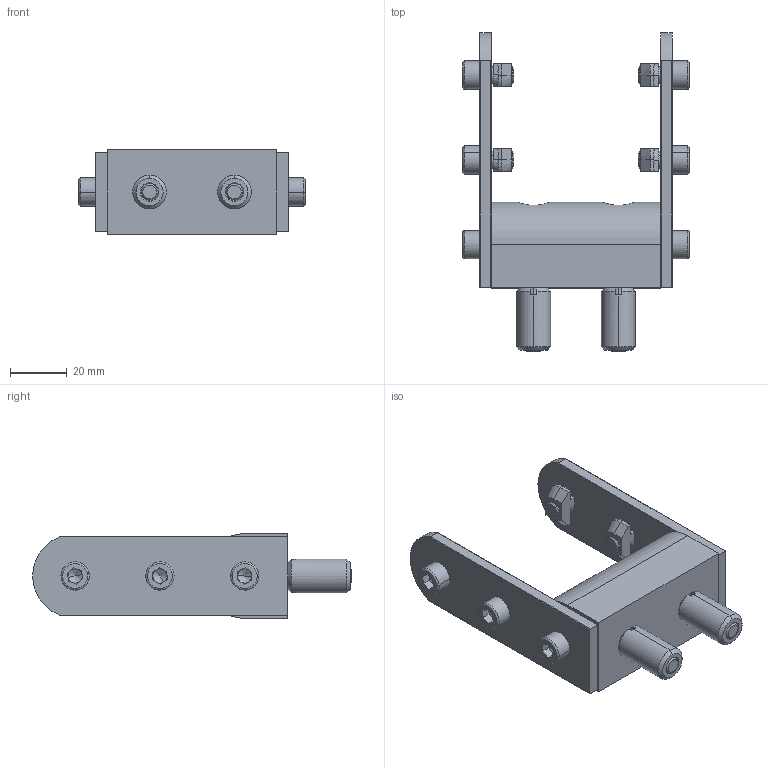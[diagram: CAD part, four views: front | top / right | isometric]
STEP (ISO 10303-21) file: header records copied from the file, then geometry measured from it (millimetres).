
FILE_DESCRIPTION (( 'STEP AP214' ), '1' );
FILE_NAME ('#046 Êîìïëåêò êðîíøòåéíà 30õ60 ñ ñîåäèíèòåëåì, â òîðåö ïðîôèëÿ.STEP', '2022-06-17T07:52:53', ( 'Ñòàñ' ), ( '' ), 'SwSTEP 2.0', 'SolidWorks 2021', '' );
FILE_SCHEMA (( 'AUTOMOTIVE_DESIGN' ));
Length unit declared in the file: millimetre
Products named in the file (8): D67 Âèíò öèëèíäð. ñ âíóòðåííèì øåñò. Ì6 õ 12 DIN 912; A466 Ïîâîðîòíûé ñîåäèíèòåëü 90ìì, ïàç 8; D55 Âèíò öèëèíäð. ñ âíóòðåííèì øåñò. Ì6 õ14 DIN 912; D53 Ò-ãàéêà Ì6, ïàç 8_00; A460 Äâîéíîé ïîâîðîòíûé êðîíøòåéí, ïàç 8; K92 Âèíò öèëèíäð. ñ âíóòðåííèì øåñò. Ì6 õ45 DIN 912; #046 Êîìïëåêò êðîíøòåéíà 30õ60 ñ ñîåäèíèòåëåì, â òîðåö ïðîôèëÿ; D09 Âòóëêà ðåçüáîâàÿ Ì12 - Ì6 _00
Assembly tree (17 placements, depth 2):
  #046 Êîìïëåêò êðîíøòåéíà 30õ60 ñ ñîåäèíèòåëåì, â òîðåö ïðîôèëÿ
    A460 Äâîéíîé ïîâîðîòíûé êðîíøòåéí, ïàç 8
    A466 Ïîâîðîòíûé ñîåäèíèòåëü 90ìì, ïàç 8  x2
    D67 Âèíò öèëèíäð. ñ âíóòðåííèì øåñò. Ì6 õ 12 DIN 912  x4
    D53 Ò-ãàéêà Ì6, ïàç 8_00  x4
    D55 Âèíò öèëèíäð. ñ âíóòðåííèì øåñò. Ì6 õ14 DIN 912  x2
    D09 Âòóëêà ðåçüáîâàÿ Ì12 - Ì6 _00  x2
    K92 Âèíò öèëèíäð. ñ âíóòðåííèì øåñò. Ì6 õ45 DIN 912  x2
Bounding box: 80 x 112.7 x 30 mm (x, y, z)
Volume: 77011.5 mm3; surface area: 32475.1 mm2
Topology: 17 solids, 17 shells, 504 faces, 1238 edges, 764 vertices
Faces by surface type: plane 283, cylinder 101, cone 88, torus 32
Entity records: 6639 total; most frequent: CARTESIAN_POINT 1545, DIRECTION 1010, ORIENTED_EDGE 944, EDGE_CURVE 472, AXIS2_PLACEMENT_3D 376, VERTEX_POINT 295, LINE 258, VECTOR 258
